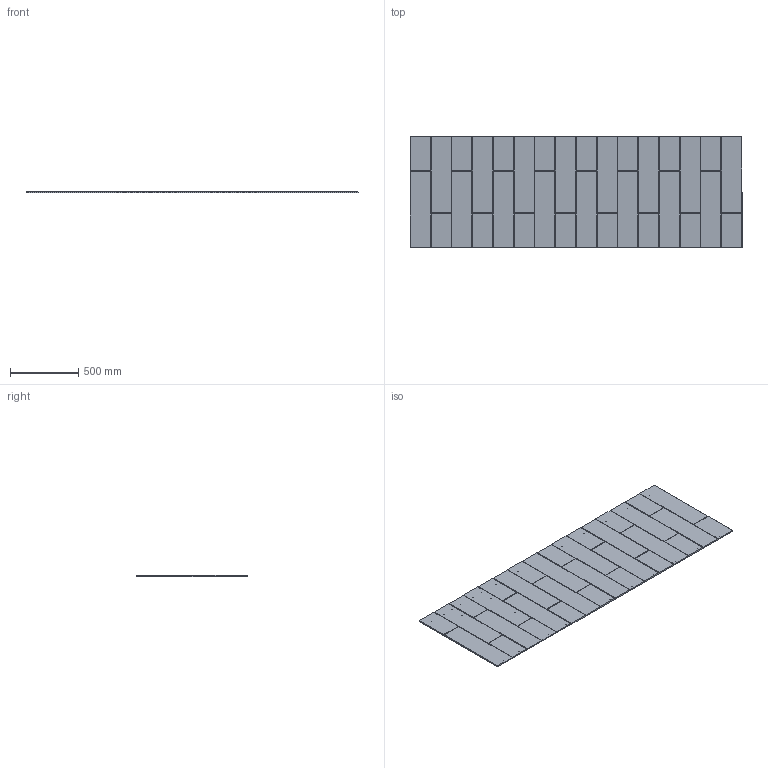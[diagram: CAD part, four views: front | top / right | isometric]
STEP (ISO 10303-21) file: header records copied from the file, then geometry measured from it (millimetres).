
FILE_DESCRIPTION (( 'STEP AP203' ), '1' );
FILE_NAME ('MSMK9632.STEP', '2021-10-26T14:07:42', ( '' ), ( '' ), 'SwSTEP 2.0', 'SolidWorks 2020', '' );
FILE_SCHEMA (( 'CONFIG_CONTROL_DESIGN' ));
Length unit declared in the file: inch
Products named in the file (1): MSMK9632
Bounding box: 2438.4 x 812.8 x 9.53 mm (x, y, z)
Volume: 18823436.7 mm3; surface area: 4036889.3 mm2
Topology: 1 solids, 1 shells, 718 faces, 1863 edges, 1180 vertices
Faces by surface type: plane 264, cylinder 254, bspline 125, torus 68, cone 4, sphere 3
Entity records: 36923 total; most frequent: CARTESIAN_POINT 20695, ORIENTED_EDGE 3724, DIRECTION 2782, EDGE_CURVE 1862, VERTEX_POINT 1180, AXIS2_PLACEMENT_3D 986, LINE 810, VECTOR 810
